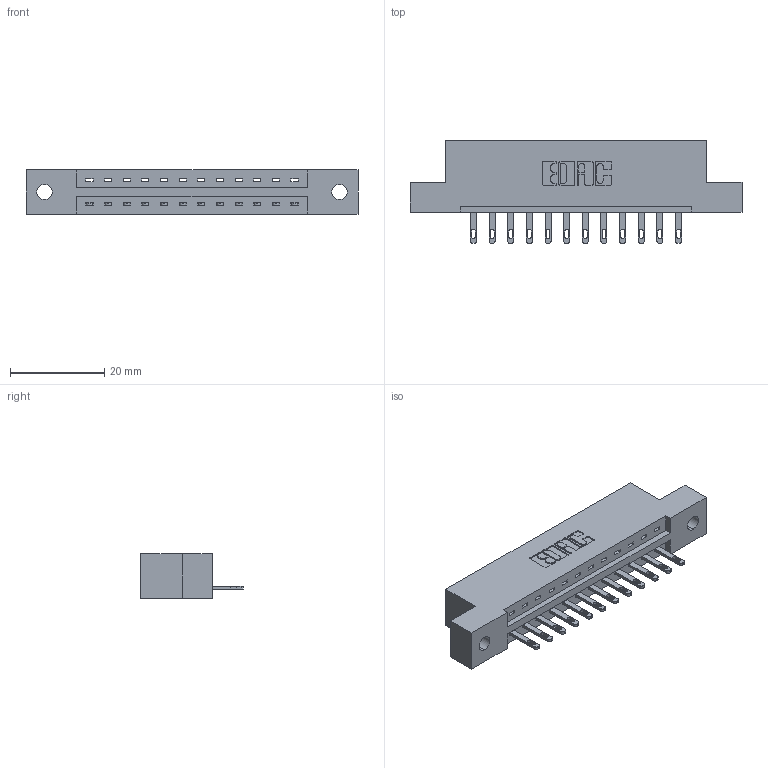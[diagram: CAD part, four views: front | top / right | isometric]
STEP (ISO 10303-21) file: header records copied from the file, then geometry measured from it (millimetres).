
FILE_DESCRIPTION (( 'STEP AP203' ), '1' );
FILE_NAME ('887-012-500-102.STEP', '2020-09-20T16:16:35', ( '' ), ( '' ), 'SwSTEP 2.0', 'SolidWorks 2020', '' );
FILE_SCHEMA (( 'CONFIG_CONTROL_DESIGN' ));
Length unit declared in the file: inch
Products named in the file (3): 345-292-001_345-293-100; 837 Part_Flush Mounting Lugs - 0.128 Dia; 887-012-500-102
Assembly tree (13 placements, depth 2):
  887-012-500-102
    837 Part_Flush Mounting Lugs - 0.128 Dia
    345-292-001_345-293-100  x12
Bounding box: 70.56 x 21.85 x 9.4 mm (x, y, z)
Volume: 6929 mm3; surface area: 6751.7 mm2
Topology: 13 solids, 13 shells, 810 faces, 2471 edges, 1646 vertices
Faces by surface type: plane 550, cylinder 260
Entity records: 12733 total; most frequent: CARTESIAN_POINT 2222, ORIENTED_EDGE 2170, DIRECTION 1933, EDGE_CURVE 1085, VECTOR 953, LINE 953, VERTEX_POINT 722, AXIS2_PLACEMENT_3D 490
